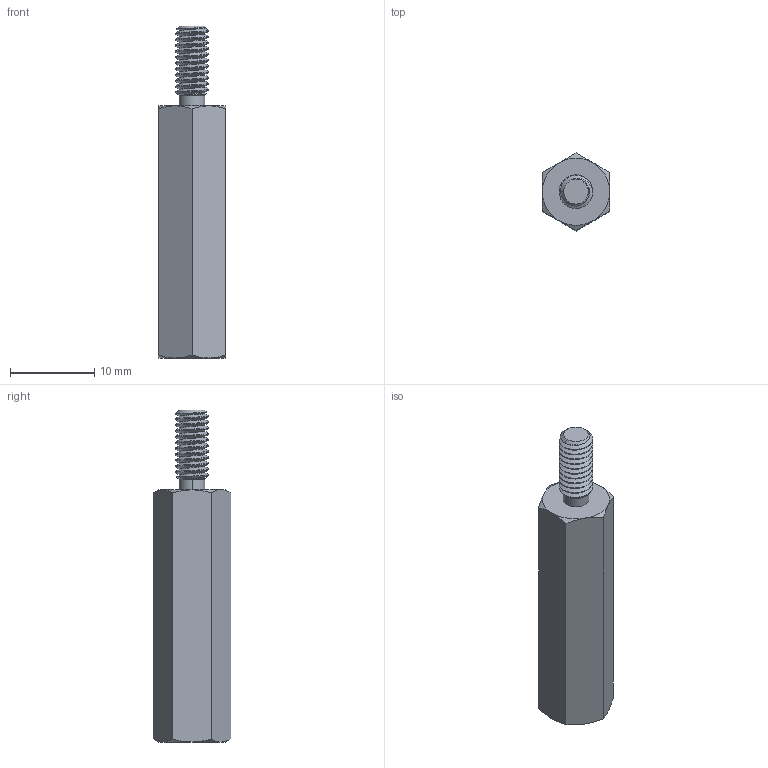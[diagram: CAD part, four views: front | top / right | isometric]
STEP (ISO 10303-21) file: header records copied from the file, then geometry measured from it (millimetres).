
FILE_DESCRIPTION(/* description */ (''),/* implementation_level */ '2;1');
FILE_NAME(/* name */ 'M4 hex standoff 30 fm_v1.step',/* time_stamp */ '2023-01-28T13:13:56-08:00',/* author */ (''),/* organization */ (''),/* preprocessor_version */ 'ST-DEVELOPER v19.2',/* originating_system */ 'Autodesk Translation Framework v11.17.0.187',/* authorisation */ '');
FILE_SCHEMA (('AUTOMOTIVE_DESIGN { 1 0 10303 214 3 1 1 }'));
Length unit declared in the file: millimetre
Products named in the file (2): M4 hex standoff 30 fm; 93655A471_Male-Female Threaded Hex Standoff
Assembly tree (1 placements, depth 2):
  M4 hex standoff 30 fm
    93655A471_Male-Female Threaded Hex Standoff
Bounding box: 8 x 9.24 x 39.5 mm (x, y, z)
Volume: 1616.1 mm3; surface area: 1308.4 mm2
Topology: 1 solids, 1 shells, 90 faces, 245 edges, 159 vertices
Faces by surface type: cylinder 55, cone 19, plane 10, bspline 6
Entity records: 6443 total; most frequent: CARTESIAN_POINT 4528, ORIENTED_EDGE 494, DIRECTION 288, EDGE_CURVE 247, VERTEX_POINT 161, AXIS2_PLACEMENT_3D 110, EDGE_LOOP 92, FACE_OUTER_BOUND 90
